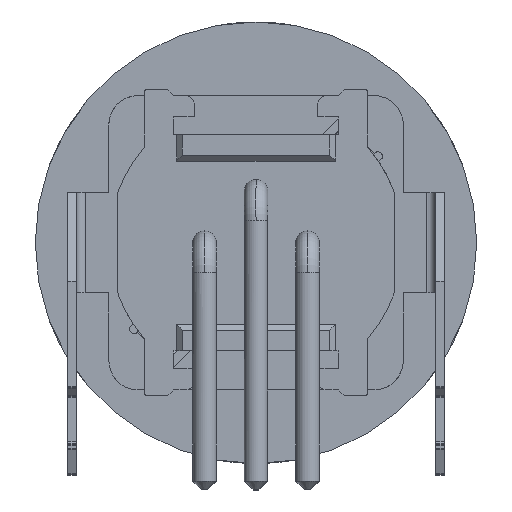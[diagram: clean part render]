
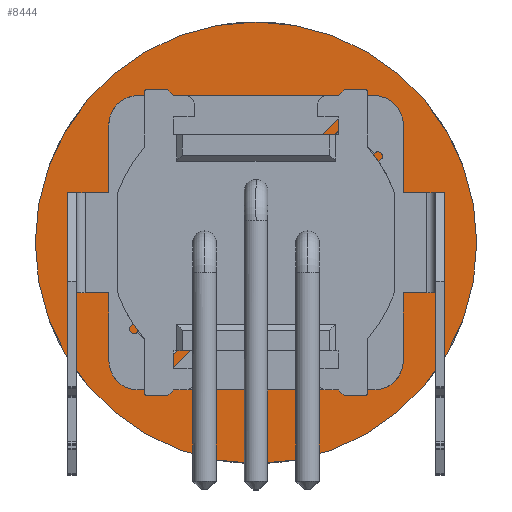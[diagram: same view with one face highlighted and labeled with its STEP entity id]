
A CAD part, front view. The second image highlights one B-rep face of the part: STEP entity #8444.
In plain terms, the highlighted planar face has unit normal (0, -1, 0).
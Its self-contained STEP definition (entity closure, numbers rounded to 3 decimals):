
#8383=AXIS2_PLACEMENT_3D('Circle Axis2P3D',#8381,#8382,$) ;
#8407=AXIS2_PLACEMENT_3D('Circle Axis2P3D',#8405,#8406,$) ;
#8420=AXIS2_PLACEMENT_3D('Plane Axis2P3D',#8417,#8418,#8419) ;
#8428=AXIS2_PLACEMENT_3D('Circle Axis2P3D',#8426,#8427,$) ;
#8437=AXIS2_PLACEMENT_3D('Circle Axis2P3D',#8435,#8436,$) ;
#8378=CARTESIAN_POINT('Vertex',(7.5,8.55,15.9)) ;
#8381=CARTESIAN_POINT('Axis2P3D Location',(7.5,8.55,8.4)) ;
#8385=CARTESIAN_POINT('Vertex',(7.5,8.55,0.9)) ;
#8405=CARTESIAN_POINT('Axis2P3D Location',(7.5,8.55,8.4)) ;
#8417=CARTESIAN_POINT('Axis2P3D Location',(7.5,8.55,14.05)) ;
#8426=CARTESIAN_POINT('Axis2P3D Location',(7.5,8.55,8.4)) ;
#8430=CARTESIAN_POINT('Vertex',(7.5,8.55,4.4)) ;
#8432=CARTESIAN_POINT('Vertex',(7.5,8.55,12.4)) ;
#8435=CARTESIAN_POINT('Axis2P3D Location',(7.5,8.55,8.4)) ;
#8382=DIRECTION('Axis2P3D Direction',(0.,1.,0.)) ;
#8406=DIRECTION('Axis2P3D Direction',(0.,1.,0.)) ;
#8418=DIRECTION('Axis2P3D Direction',(0.,-1.,0.)) ;
#8419=DIRECTION('Axis2P3D XDirection',(-1.,0.,0.)) ;
#8427=DIRECTION('Axis2P3D Direction',(0.,-1.,0.)) ;
#8436=DIRECTION('Axis2P3D Direction',(0.,-1.,0.)) ;
#8423=ORIENTED_EDGE('',*,*,#8409,.F.) ;
#8424=ORIENTED_EDGE('',*,*,#8387,.F.) ;
#8441=ORIENTED_EDGE('',*,*,#8434,.F.) ;
#8442=ORIENTED_EDGE('',*,*,#8439,.F.) ;
#8443=FACE_BOUND('',#8440,.T.) ;
#8444=ADVANCED_FACE('Hauptkoerper',(#8425,#8443),#8421,.T.) ;
#8384=CIRCLE('generated circle',#8383,7.5) ;
#8408=CIRCLE('generated circle',#8407,7.5) ;
#8429=CIRCLE('generated circle',#8428,4.) ;
#8438=CIRCLE('generated circle',#8437,4.) ;
#8387=EDGE_CURVE('',#8379,#8386,#8384,.T.) ;
#8409=EDGE_CURVE('',#8386,#8379,#8408,.T.) ;
#8434=EDGE_CURVE('',#8431,#8433,#8429,.T.) ;
#8439=EDGE_CURVE('',#8433,#8431,#8438,.T.) ;
#8422=EDGE_LOOP('',(#8423,#8424)) ;
#8440=EDGE_LOOP('',(#8441,#8442)) ;
#8425=FACE_OUTER_BOUND('',#8422,.T.) ;
#8421=PLANE('',#8420) ;
#8379=VERTEX_POINT('',#8378) ;
#8386=VERTEX_POINT('',#8385) ;
#8431=VERTEX_POINT('',#8430) ;
#8433=VERTEX_POINT('',#8432) ;
